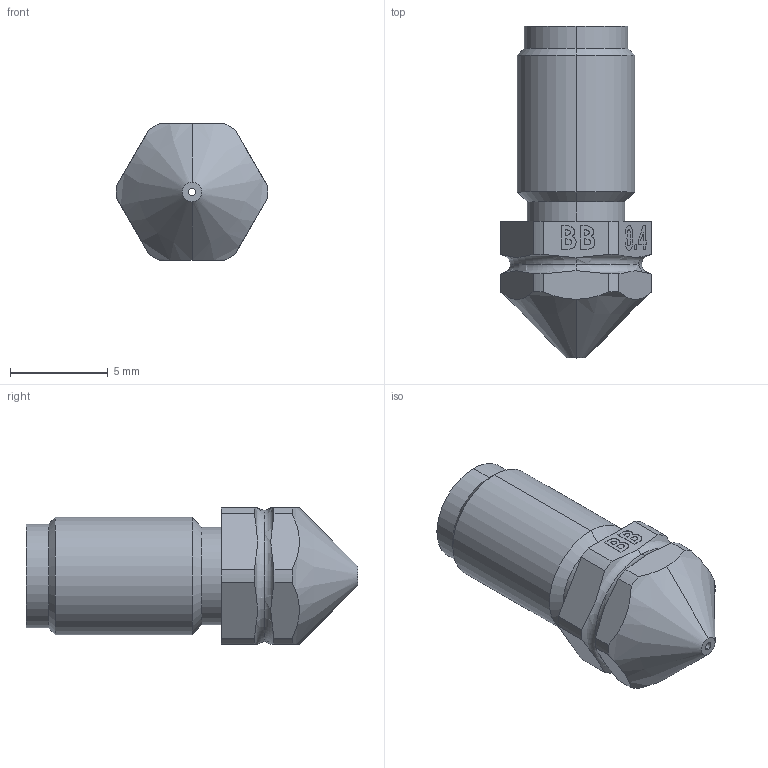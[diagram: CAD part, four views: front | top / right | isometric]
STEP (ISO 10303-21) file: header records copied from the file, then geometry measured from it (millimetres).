
FILE_DESCRIPTION (( 'STEP AP214' ), '1' );
FILE_NAME ('2148-C.STEP', '2016-05-19T12:58:56', ( '' ), ( '' ), 'SwSTEP 2.0', 'SolidWorks 2015', '' );
FILE_SCHEMA (( 'AUTOMOTIVE_DESIGN' ));
Length unit declared in the file: millimetre
Products named in the file (1): 2148-C
Bounding box: 7.75 x 17 x 7 mm (x, y, z)
Volume: 362.4 mm3; surface area: 524.9 mm2
Topology: 1 solids, 1 shells, 124 faces, 316 edges, 206 vertices
Faces by surface type: plane 58, bspline 32, cylinder 22, cone 8, torus 4
Entity records: 5664 total; most frequent: CARTESIAN_POINT 2823, ORIENTED_EDGE 632, DIRECTION 466, EDGE_CURVE 316, VERTEX_POINT 206, VECTOR 176, LINE 176, AXIS2_PLACEMENT_3D 145
